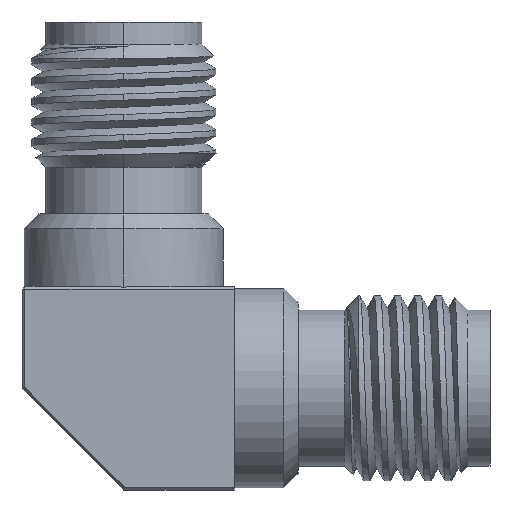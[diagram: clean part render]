
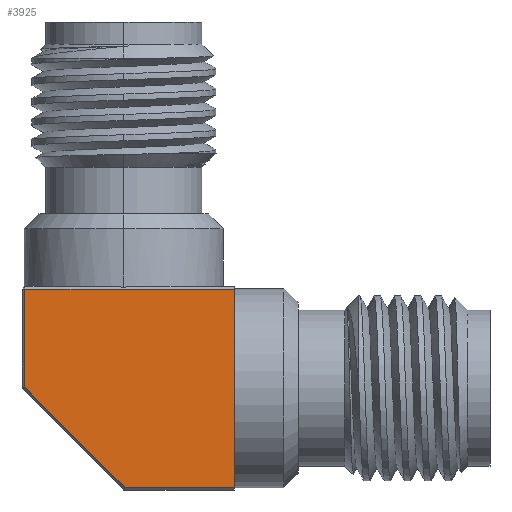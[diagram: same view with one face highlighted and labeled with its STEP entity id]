
A CAD part, left-side view. The second image highlights one B-rep face of the part: STEP entity #3925.
In plain terms, the highlighted planar face has unit normal (-1, 0, 0).
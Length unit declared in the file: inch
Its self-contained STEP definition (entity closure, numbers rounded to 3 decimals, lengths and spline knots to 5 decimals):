
#41 = VERTEX_POINT ( 'NONE', #4946 ) ;
#115 = LINE ( 'NONE', #2119, #3489 ) ;
#145 = DIRECTION ( 'NONE',  ( 0., 0., -1. ) ) ;
#196 = CARTESIAN_POINT ( 'NONE',  ( -0.22614, 0.31719, 0.59493 ) ) ;
#344 = EDGE_LOOP ( 'NONE', ( #5606, #1201, #5984, #1778, #2823 ) ) ;
#443 = EDGE_CURVE ( 'NONE', #41, #1617, #5826, .T. ) ;
#795 = VECTOR ( 'NONE', #973, 39.37008 ) ;
#868 = CARTESIAN_POINT ( 'NONE',  ( -0.22614, 0.32113, 0.59493 ) ) ;
#973 = DIRECTION ( 'NONE',  ( 0., -0.707, -0.707 ) ) ;
#976 = EDGE_CURVE ( 'NONE', #5739, #41, #2968, .T. ) ;
#1023 = VECTOR ( 'NONE', #1223, 39.37008 ) ;
#1035 = AXIS2_PLACEMENT_3D ( 'NONE', #6344, #5292, #5862 ) ;
#1201 = ORIENTED_EDGE ( 'NONE', *, *, #443, .T. ) ;
#1223 = DIRECTION ( 'NONE',  ( 0., 0., -1. ) ) ;
#1406 = CARTESIAN_POINT ( 'NONE',  ( -0.22614, 0.03372, 0.32721 ) ) ;
#1467 = VECTOR ( 'NONE', #2371, 39.37008 ) ;
#1617 = VERTEX_POINT ( 'NONE', #1406 ) ;
#1706 = LINE ( 'NONE', #6257, #1023 ) ;
#1778 = ORIENTED_EDGE ( 'NONE', *, *, #6273, .T. ) ;
#2036 = VERTEX_POINT ( 'NONE', #3895 ) ;
#2119 = CARTESIAN_POINT ( 'NONE',  ( -0.22614, 0.03372, 0.32327 ) ) ;
#2371 = DIRECTION ( 'NONE',  ( 0., 1., 0. ) ) ;
#2823 = ORIENTED_EDGE ( 'NONE', *, *, #3188, .T. ) ;
#2840 = DIRECTION ( 'NONE',  ( 0., -1., 0. ) ) ;
#2968 = LINE ( 'NONE', #5506, #795 ) ;
#3188 = EDGE_CURVE ( 'NONE', #5133, #5739, #1706, .T. ) ;
#3417 = CARTESIAN_POINT ( 'NONE',  ( -0.22614, -0.04502, 0.32721 ) ) ;
#3489 = VECTOR ( 'NONE', #145, 39.37008 ) ;
#3895 = CARTESIAN_POINT ( 'NONE',  ( -0.22614, 0.03372, 0.59493 ) ) ;
#3925 = ADVANCED_FACE ( 'NONE', ( #5897 ), #6280, .F. ) ;
#4946 = CARTESIAN_POINT ( 'NONE',  ( -0.22614, 0.1817, 0.32721 ) ) ;
#5122 = VECTOR ( 'NONE', #2840, 39.37008 ) ;
#5133 = VERTEX_POINT ( 'NONE', #196 ) ;
#5292 = DIRECTION ( 'NONE',  ( 1., 0., 0. ) ) ;
#5344 = CARTESIAN_POINT ( 'NONE',  ( -0.22614, 0.31719, 0.4627 ) ) ;
#5506 = CARTESIAN_POINT ( 'NONE',  ( -0.22614, 0.18055, 0.32606 ) ) ;
#5606 = ORIENTED_EDGE ( 'NONE', *, *, #976, .T. ) ;
#5634 = EDGE_CURVE ( 'NONE', #2036, #1617, #115, .T. ) ;
#5739 = VERTEX_POINT ( 'NONE', #5344 ) ;
#5826 = LINE ( 'NONE', #3417, #5122 ) ;
#5862 = DIRECTION ( 'NONE',  ( 0., 1., 0. ) ) ;
#5897 = FACE_OUTER_BOUND ( 'NONE', #344, .T. ) ;
#5917 = LINE ( 'NONE', #868, #1467 ) ;
#5984 = ORIENTED_EDGE ( 'NONE', *, *, #5634, .F. ) ;
#6257 = CARTESIAN_POINT ( 'NONE',  ( -0.22614, 0.31719, 0.32327 ) ) ;
#6273 = EDGE_CURVE ( 'NONE', #2036, #5133, #5917, .T. ) ;
#6280 = PLANE ( 'NONE',  #1035 ) ;
#6344 = CARTESIAN_POINT ( 'NONE',  ( -0.22614, -0.04502, 0.32327 ) ) ;
